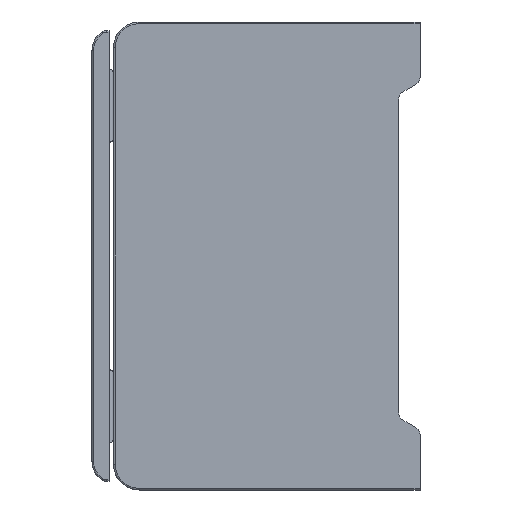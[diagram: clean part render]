
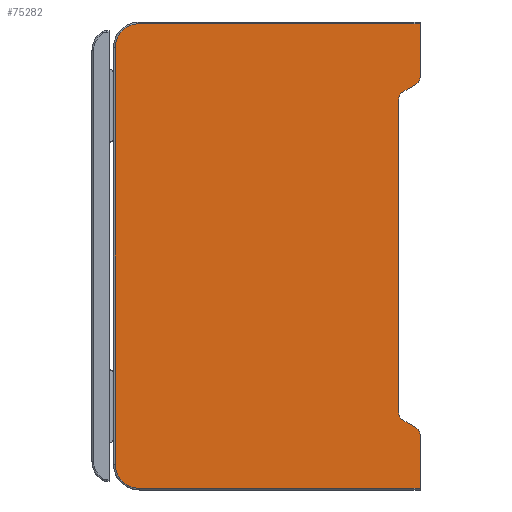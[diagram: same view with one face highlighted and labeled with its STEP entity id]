
A CAD part, left-side view. The second image highlights one B-rep face of the part: STEP entity #75282.
In plain terms, the highlighted planar face has unit normal (-1, 0, 0).
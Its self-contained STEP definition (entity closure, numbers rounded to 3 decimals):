
#22301=DIRECTION('',(0.,0.866,0.5));
#22302=VECTOR('',#22301,1.732);
#22303=CARTESIAN_POINT('',(-51.,0.5,-19.961));
#22304=LINE('',#22303,#22302);
#22305=CARTESIAN_POINT('',(-51.,1.,-20.827));
#22306=DIRECTION('',(1.,0.,0.));
#22307=DIRECTION('',(0.,-0.5,0.866));
#22308=AXIS2_PLACEMENT_3D('',#22305,#22306,#22307);
#22310=DIRECTION('',(0.,0.,-1.));
#22311=VECTOR('',#22310,6.223);
#22312=CARTESIAN_POINT('',(-51.,0.,-20.827));
#22313=LINE('',#22312,#22311);
#22314=DIRECTION('',(0.,1.,0.));
#22315=VECTOR('',#22314,32.7);
#22316=CARTESIAN_POINT('',(-51.,0.,-27.05));
#22317=LINE('',#22316,#22315);
#22318=CARTESIAN_POINT('',(-51.,32.7,-24.25));
#22319=DIRECTION('',(1.,0.,0.));
#22320=DIRECTION('',(0.,0.,-1.));
#22321=AXIS2_PLACEMENT_3D('',#22318,#22319,#22320);
#22323=DIRECTION('',(0.,0.,1.));
#22324=VECTOR('',#22323,48.5);
#22325=CARTESIAN_POINT('',(-51.,35.5,-24.25));
#22326=LINE('',#22325,#22324);
#22327=CARTESIAN_POINT('',(-51.,32.7,24.25));
#22328=DIRECTION('',(1.,0.,0.));
#22329=DIRECTION('',(0.,1.,0.));
#22330=AXIS2_PLACEMENT_3D('',#22327,#22328,#22329);
#22332=DIRECTION('',(0.,-1.,0.));
#22333=VECTOR('',#22332,32.7);
#22334=CARTESIAN_POINT('',(-51.,32.7,27.05));
#22335=LINE('',#22334,#22333);
#22336=DIRECTION('',(0.,0.,-1.));
#22337=VECTOR('',#22336,6.223);
#22338=CARTESIAN_POINT('',(-51.,0.,27.05));
#22339=LINE('',#22338,#22337);
#22340=CARTESIAN_POINT('',(-51.,1.,20.827));
#22341=DIRECTION('',(1.,0.,0.));
#22342=DIRECTION('',(0.,-1.,0.));
#22343=AXIS2_PLACEMENT_3D('',#22340,#22341,#22342);
#22345=DIRECTION('',(0.,-0.866,0.5));
#22346=VECTOR('',#22345,1.732);
#22347=CARTESIAN_POINT('',(-51.,2.,19.095));
#22348=LINE('',#22347,#22346);
#22349=CARTESIAN_POINT('',(-51.,1.5,18.229));
#22350=DIRECTION('',(1.,0.,0.));
#22351=DIRECTION('',(0.,1.,0.));
#22352=AXIS2_PLACEMENT_3D('',#22349,#22350,#22351);
#22354=DIRECTION('',(0.,0.,1.));
#22355=VECTOR('',#22354,36.459);
#22356=CARTESIAN_POINT('',(-51.,2.5,-18.229));
#22357=LINE('',#22356,#22355);
#22358=CARTESIAN_POINT('',(-51.,1.5,-18.229));
#22359=DIRECTION('',(1.,0.,0.));
#22360=DIRECTION('',(0.,0.5,-0.866));
#22361=AXIS2_PLACEMENT_3D('',#22358,#22359,#22360);
#28426=CARTESIAN_POINT('',(-51.,0.,27.05));
#28428=VERTEX_POINT('',#28426);
#28429=CARTESIAN_POINT('',(-51.,32.7,27.05));
#28430=VERTEX_POINT('',#28429);
#28435=CARTESIAN_POINT('',(-51.,35.5,24.25));
#28436=VERTEX_POINT('',#28435);
#28439=CARTESIAN_POINT('',(-51.,35.5,-24.25));
#28440=VERTEX_POINT('',#28439);
#28443=CARTESIAN_POINT('',(-51.,32.7,-27.05));
#28444=VERTEX_POINT('',#28443);
#28445=CARTESIAN_POINT('',(-51.,0.,-27.05));
#28447=VERTEX_POINT('',#28445);
#30560=CARTESIAN_POINT('',(-51.,0.5,-19.961));
#30562=VERTEX_POINT('',#30560);
#30564=CARTESIAN_POINT('',(-51.,2.,-19.095));
#30566=VERTEX_POINT('',#30564);
#30568=CARTESIAN_POINT('',(-51.,2.5,-18.229));
#30570=VERTEX_POINT('',#30568);
#30572=CARTESIAN_POINT('',(-51.,2.5,18.229));
#30574=VERTEX_POINT('',#30572);
#30576=CARTESIAN_POINT('',(-51.,2.,19.095));
#30578=VERTEX_POINT('',#30576);
#30580=CARTESIAN_POINT('',(-51.,0.5,19.961));
#30582=VERTEX_POINT('',#30580);
#30584=CARTESIAN_POINT('',(-51.,0.,20.827));
#30586=VERTEX_POINT('',#30584);
#30588=CARTESIAN_POINT('',(-51.,0.,-20.827));
#30590=VERTEX_POINT('',#30588);
#75257=CARTESIAN_POINT('',(-51.,0.,-27.25));
#75258=DIRECTION('',(-1.,0.,0.));
#75259=DIRECTION('',(0.,0.,1.));
#75260=AXIS2_PLACEMENT_3D('',#75257,#75258,#75259);
#75261=PLANE('',#75260);
#75262=ORIENTED_EDGE('',*,*,#33348,.F.);
#75263=ORIENTED_EDGE('',*,*,#33373,.T.);
#75264=ORIENTED_EDGE('',*,*,#33894,.T.);
#75266=ORIENTED_EDGE('',*,*,#75265,.T.);
#75268=ORIENTED_EDGE('',*,*,#75267,.T.);
#75270=ORIENTED_EDGE('',*,*,#75269,.T.);
#75272=ORIENTED_EDGE('',*,*,#75271,.T.);
#75273=ORIENTED_EDGE('',*,*,#75242,.T.);
#75274=ORIENTED_EDGE('',*,*,#33155,.T.);
#75275=ORIENTED_EDGE('',*,*,#33238,.T.);
#75276=ORIENTED_EDGE('',*,*,#33260,.F.);
#75277=ORIENTED_EDGE('',*,*,#33282,.F.);
#75278=ORIENTED_EDGE('',*,*,#33304,.F.);
#75279=ORIENTED_EDGE('',*,*,#33326,.F.);
#75280=EDGE_LOOP('',(#75262,#75263,#75264,#75266,#75268,#75270,#75272,#75273,
#75274,#75275,#75276,#75277,#75278,#75279));
#75281=FACE_OUTER_BOUND('',#75280,.F.);
#75282=ADVANCED_FACE('',(#75281),#75261,.T.);
#22309=CIRCLE('',#22308,1.);
#22322=CIRCLE('',#22321,2.8);
#22331=CIRCLE('',#22330,2.8);
#22344=CIRCLE('',#22343,1.);
#22353=CIRCLE('',#22352,1.);
#22362=CIRCLE('',#22361,1.);
#33155=EDGE_CURVE('',#28428,#30586,#22339,.T.);
#33238=EDGE_CURVE('',#30586,#30582,#22344,.T.);
#33260=EDGE_CURVE('',#30578,#30582,#22348,.T.);
#33282=EDGE_CURVE('',#30574,#30578,#22353,.T.);
#33304=EDGE_CURVE('',#30570,#30574,#22357,.T.);
#33326=EDGE_CURVE('',#30566,#30570,#22362,.T.);
#33348=EDGE_CURVE('',#30562,#30566,#22304,.T.);
#33373=EDGE_CURVE('',#30562,#30590,#22309,.T.);
#33894=EDGE_CURVE('',#30590,#28447,#22313,.T.);
#75242=EDGE_CURVE('',#28430,#28428,#22335,.T.);
#75265=EDGE_CURVE('',#28447,#28444,#22317,.T.);
#75267=EDGE_CURVE('',#28444,#28440,#22322,.T.);
#75269=EDGE_CURVE('',#28440,#28436,#22326,.T.);
#75271=EDGE_CURVE('',#28436,#28430,#22331,.T.);
